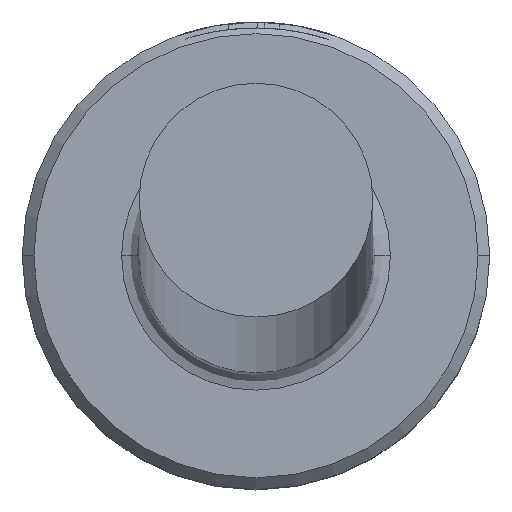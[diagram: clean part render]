
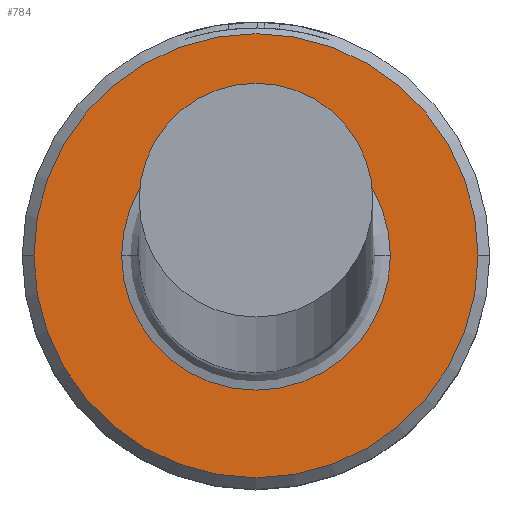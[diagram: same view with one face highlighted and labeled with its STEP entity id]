
A CAD part, top view. The second image highlights one B-rep face of the part: STEP entity #784.
In plain terms, the highlighted planar face has unit normal (0, 0, 1).
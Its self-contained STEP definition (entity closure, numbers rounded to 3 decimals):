
#17 = DIRECTION ( 'NONE',  ( 0., 0., -1. ) ) ;
#87 = CIRCLE ( 'NONE', #564, 3.8 ) ;
#147 = AXIS2_PLACEMENT_3D ( 'NONE', #917, #376, #1000 ) ;
#201 = AXIS2_PLACEMENT_3D ( 'NONE', #358, #455, #368 ) ;
#217 = VERTEX_POINT ( 'NONE', #561 ) ;
#261 = EDGE_LOOP ( 'NONE', ( #722, #508 ) ) ;
#284 = CIRCLE ( 'NONE', #450, 2.3 ) ;
#328 = DIRECTION ( 'NONE',  ( 0., 0., 1. ) ) ;
#358 = CARTESIAN_POINT ( 'NONE',  ( 0., 0., 5. ) ) ;
#368 = DIRECTION ( 'NONE',  ( 1., 0., 0. ) ) ;
#369 = VERTEX_POINT ( 'NONE', #942 ) ;
#370 = FACE_BOUND ( 'NONE', #968, .T. ) ;
#376 = DIRECTION ( 'NONE',  ( 0., 0., 1. ) ) ;
#450 = AXIS2_PLACEMENT_3D ( 'NONE', #482, #1096, #572 ) ;
#455 = DIRECTION ( 'NONE',  ( 0., 0., 1. ) ) ;
#482 = CARTESIAN_POINT ( 'NONE',  ( 0., 0., 5. ) ) ;
#485 = AXIS2_PLACEMENT_3D ( 'NONE', #567, #17, #662 ) ;
#508 = ORIENTED_EDGE ( 'NONE', *, *, #825, .T. ) ;
#548 = ORIENTED_EDGE ( 'NONE', *, *, #892, .T. ) ;
#561 = CARTESIAN_POINT ( 'NONE',  ( -2.3, 0., 5. ) ) ;
#564 = AXIS2_PLACEMENT_3D ( 'NONE', #877, #328, #955 ) ;
#567 = CARTESIAN_POINT ( 'NONE',  ( 0., 0., 5. ) ) ;
#572 = DIRECTION ( 'NONE',  ( -1., 0., 0. ) ) ;
#578 = ORIENTED_EDGE ( 'NONE', *, *, #1151, .T. ) ;
#633 = VERTEX_POINT ( 'NONE', #677 ) ;
#644 = EDGE_CURVE ( 'NONE', #369, #633, #87, .T. ) ;
#662 = DIRECTION ( 'NONE',  ( -1., 0., 0. ) ) ;
#677 = CARTESIAN_POINT ( 'NONE',  ( 3.8, 0., 5. ) ) ;
#722 = ORIENTED_EDGE ( 'NONE', *, *, #644, .T. ) ;
#784 = ADVANCED_FACE ( 'NONE', ( #896, #370 ), #902, .T. ) ;
#813 = CIRCLE ( 'NONE', #147, 3.8 ) ;
#825 = EDGE_CURVE ( 'NONE', #633, #369, #813, .T. ) ;
#877 = CARTESIAN_POINT ( 'NONE',  ( 0., 0., 5. ) ) ;
#892 = EDGE_CURVE ( 'NONE', #956, #217, #284, .T. ) ;
#896 = FACE_OUTER_BOUND ( 'NONE', #261, .T. ) ;
#902 = PLANE ( 'NONE',  #201 ) ;
#917 = CARTESIAN_POINT ( 'NONE',  ( 0., 0., 5. ) ) ;
#940 = CARTESIAN_POINT ( 'NONE',  ( 2.3, 0., 5. ) ) ;
#942 = CARTESIAN_POINT ( 'NONE',  ( -3.8, 0., 5. ) ) ;
#955 = DIRECTION ( 'NONE',  ( 1., 0., 0. ) ) ;
#956 = VERTEX_POINT ( 'NONE', #940 ) ;
#968 = EDGE_LOOP ( 'NONE', ( #578, #548 ) ) ;
#984 = CIRCLE ( 'NONE', #485, 2.3 ) ;
#1000 = DIRECTION ( 'NONE',  ( 1., 0., 0. ) ) ;
#1096 = DIRECTION ( 'NONE',  ( 0., 0., -1. ) ) ;
#1151 = EDGE_CURVE ( 'NONE', #217, #956, #984, .T. ) ;
